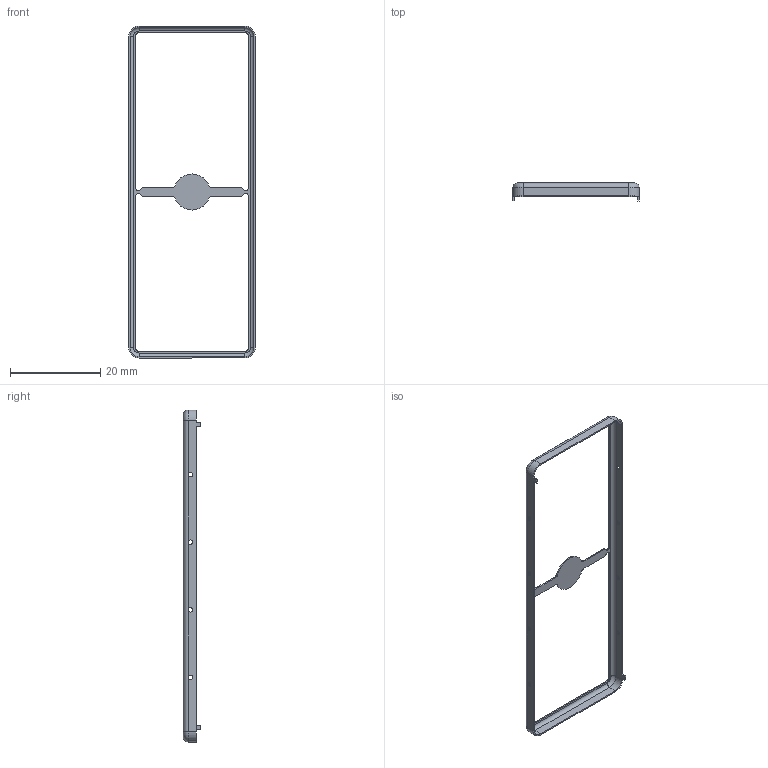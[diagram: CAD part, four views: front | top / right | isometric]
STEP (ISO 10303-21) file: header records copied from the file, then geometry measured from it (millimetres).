
FILE_DESCRIPTION (( 'STEP AP203' ), '1' );
FILE_NAME ('MS737-10F.step', '2020-11-16T13:53:01', ( '' ), ( '' ), 'SwSTEP 2.0', 'SolidWorks 2018', '' );
FILE_SCHEMA (( 'CONFIG_CONTROL_DESIGN' ));
Length unit declared in the file: millimetre
Products named in the file (1): MS737-10F
Bounding box: 28.1 x 3.9 x 73.7 mm (x, y, z)
Volume: 241.6 mm3; surface area: 1752.4 mm2
Topology: 1 solids, 1 shells, 98 faces, 272 edges, 160 vertices
Faces by surface type: cylinder 54, plane 36, torus 8
Entity records: 3217 total; most frequent: DIRECTION 586, ORIENTED_EDGE 544, CARTESIAN_POINT 531, EDGE_CURVE 272, AXIS2_PLACEMENT_3D 215, VERTEX_POINT 160, LINE 156, VECTOR 156
